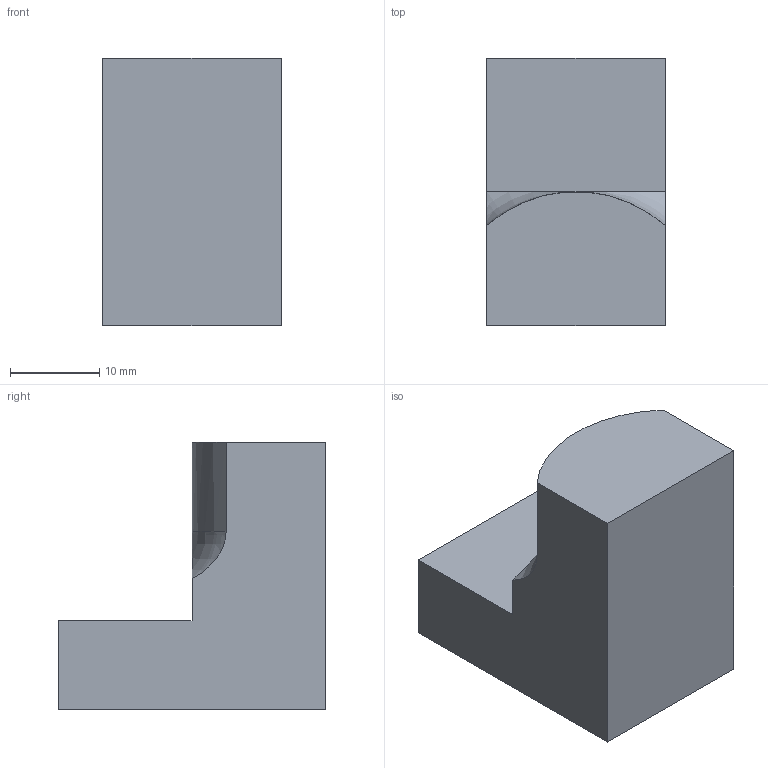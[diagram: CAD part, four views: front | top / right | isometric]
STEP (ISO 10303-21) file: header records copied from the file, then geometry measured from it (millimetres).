
FILE_DESCRIPTION(/* description */ (''),/* implementation_level */ '2;1');
FILE_NAME(/* name */ '20200218_Uebergang.stp',/* time_stamp */ '2020-02-18T23:33:34+01:00',/* author */ ('Walter'),/* organization */ (''),/* preprocessor_version */ 'ST-DEVELOPER v16.5',/* originating_system */ 'Autodesk Inventor 2017',/* authorisation */ '');
FILE_SCHEMA (('AUTOMOTIVE_DESIGN { 1 0 10303 214 3 1 1 }'));
Length unit declared in the file: millimetre
Products named in the file (1): 20200218_Uebergang
Bounding box: 20 x 30 x 30 mm (x, y, z)
Volume: 11689.5 mm3; surface area: 3504.1 mm2
Topology: 1 solids, 1 shells, 11 faces, 26 edges, 17 vertices
Faces by surface type: plane 8, torus 2, cylinder 1
Entity records: 377 total; most frequent: CARTESIAN_POINT 95, ORIENTED_EDGE 52, DIRECTION 49, EDGE_CURVE 26, LINE 19, VECTOR 19, VERTEX_POINT 17, AXIS2_PLACEMENT_3D 15
